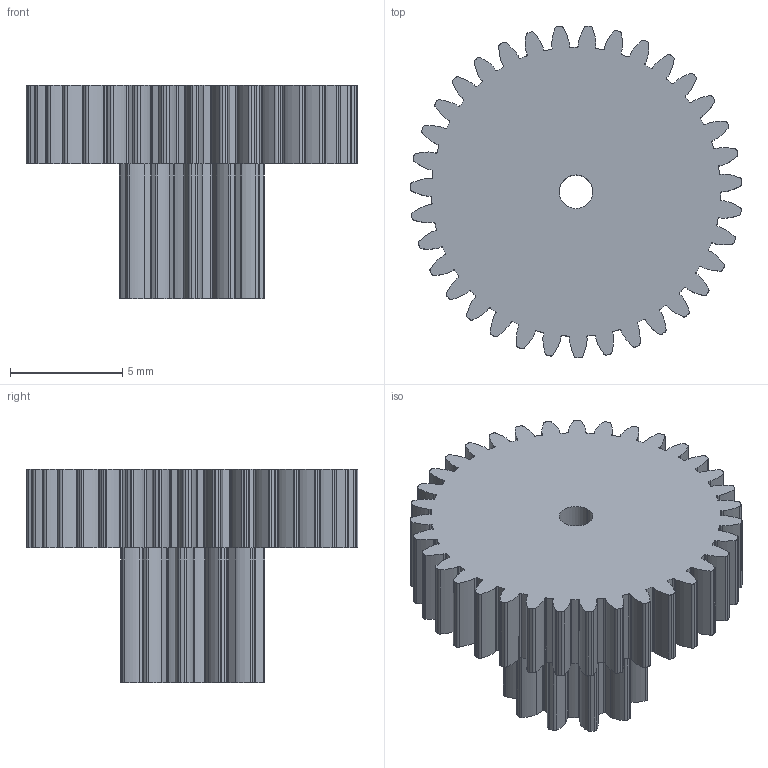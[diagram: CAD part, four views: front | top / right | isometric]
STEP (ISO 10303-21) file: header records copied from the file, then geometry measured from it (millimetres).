
FILE_DESCRIPTION (( 'STEP AP203' ), '1' );
FILE_NAME ('Gear_4___ Large_35Teeth_0.4 Modulus___Small_11Teeth_0.5Modulus.STEP', '2017-01-14T00:55:04', ( '' ), ( '' ), 'SwSTEP 2.0', 'SolidWorks 2016', '' );
FILE_SCHEMA (( 'CONFIG_CONTROL_DESIGN' ));
Length unit declared in the file: millimetre
Products named in the file (1): Gear_4___ Large_35Teeth_0.4 Modulus___Small_11Teeth_0.5Modulus
Bounding box: 14.79 x 14.78 x 9.5 mm (x, y, z)
Volume: 649 mm3; surface area: 920 mm2
Topology: 2 solids, 2 shells, 622 faces, 1854 edges, 1236 vertices
Faces by surface type: cylinder 434, plane 96, bspline 92
Entity records: 26517 total; most frequent: CARTESIAN_POINT 9485, ORIENTED_EDGE 3708, DIRECTION 3600, EDGE_CURVE 1854, AXIS2_PLACEMENT_3D 1399, VERTEX_POINT 1236, CIRCLE 868, VECTOR 802
